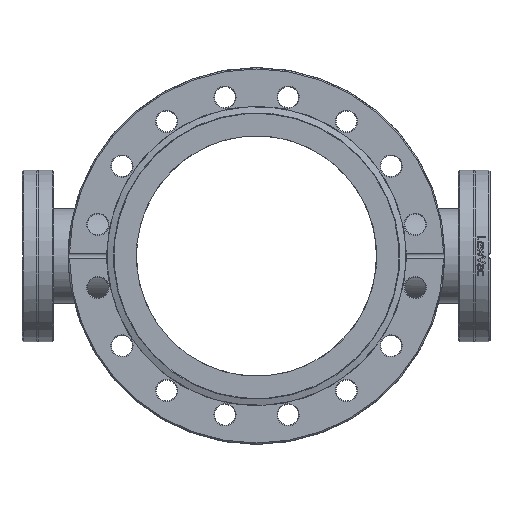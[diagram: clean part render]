
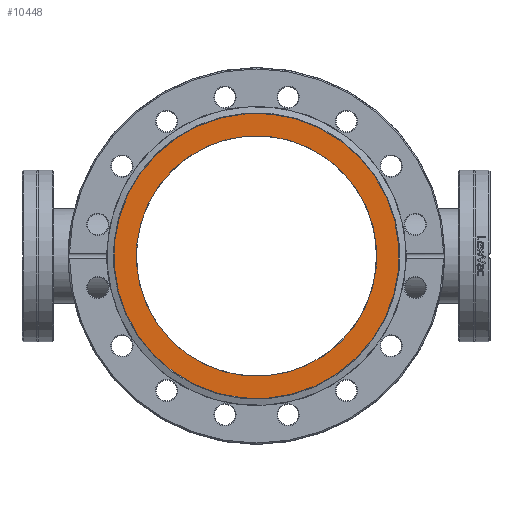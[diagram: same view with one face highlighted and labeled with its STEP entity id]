
A CAD part, front view. The second image highlights one B-rep face of the part: STEP entity #10448.
In plain terms, the highlighted face is planar.
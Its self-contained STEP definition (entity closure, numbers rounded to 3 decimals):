
#963=FACE_BOUND('',#2027,.T.);
#1095=PLANE('',#11323);
#1392=FACE_OUTER_BOUND('',#2026,.T.);
#2026=EDGE_LOOP('',(#7822,#7823));
#2027=EDGE_LOOP('',(#7824,#7825));
#3898=CIRCLE('',#11321,57.432);
#3899=CIRCLE('',#11322,57.432);
#3900=CIRCLE('',#11324,48.4);
#3901=CIRCLE('',#11325,48.4);
#4533=VERTEX_POINT('',#28361);
#4534=VERTEX_POINT('',#28363);
#4535=VERTEX_POINT('',#28367);
#4536=VERTEX_POINT('',#28368);
#5760=EDGE_CURVE('',#4534,#4533,#3898,.T.);
#5761=EDGE_CURVE('',#4533,#4534,#3899,.T.);
#5762=EDGE_CURVE('',#4535,#4536,#3900,.T.);
#5763=EDGE_CURVE('',#4536,#4535,#3901,.T.);
#7822=ORIENTED_EDGE('',*,*,#5760,.T.);
#7823=ORIENTED_EDGE('',*,*,#5761,.T.);
#7824=ORIENTED_EDGE('',*,*,#5762,.F.);
#7825=ORIENTED_EDGE('',*,*,#5763,.F.);
#10448=ADVANCED_FACE('',(#1392,#963),#1095,.T.);
#11321=AXIS2_PLACEMENT_3D('',#28364,#12685,#12686);
#11322=AXIS2_PLACEMENT_3D('',#28365,#12687,#12688);
#11323=AXIS2_PLACEMENT_3D('',#28366,#12689,#12690);
#11324=AXIS2_PLACEMENT_3D('',#28369,#12691,#12692);
#11325=AXIS2_PLACEMENT_3D('',#28370,#12693,#12694);
#12685=DIRECTION('center_axis',(-1.,0.,0.));
#12686=DIRECTION('ref_axis',(0.,0.,1.));
#12687=DIRECTION('center_axis',(-1.,0.,0.));
#12688=DIRECTION('ref_axis',(0.,0.,1.));
#12689=DIRECTION('center_axis',(-1.,0.,0.));
#12690=DIRECTION('ref_axis',(0.,0.,1.));
#12691=DIRECTION('center_axis',(-1.,0.,0.));
#12692=DIRECTION('ref_axis',(0.,0.,1.));
#12693=DIRECTION('center_axis',(-1.,0.,0.));
#12694=DIRECTION('ref_axis',(0.,0.,1.));
#28361=CARTESIAN_POINT('',(-13.,0.,-57.432));
#28363=CARTESIAN_POINT('',(-13.,0.,57.432));
#28364=CARTESIAN_POINT('Origin',(-13.,0.,0.));
#28365=CARTESIAN_POINT('Origin',(-13.,0.,0.));
#28366=CARTESIAN_POINT('Origin',(-13.,0.,48.4));
#28367=CARTESIAN_POINT('',(-13.,0.,48.4));
#28368=CARTESIAN_POINT('',(-13.,0.,-48.4));
#28369=CARTESIAN_POINT('Origin',(-13.,0.,0.));
#28370=CARTESIAN_POINT('Origin',(-13.,0.,0.));
